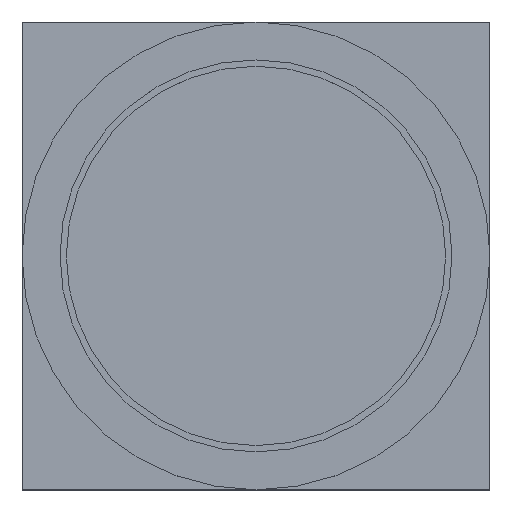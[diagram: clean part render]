
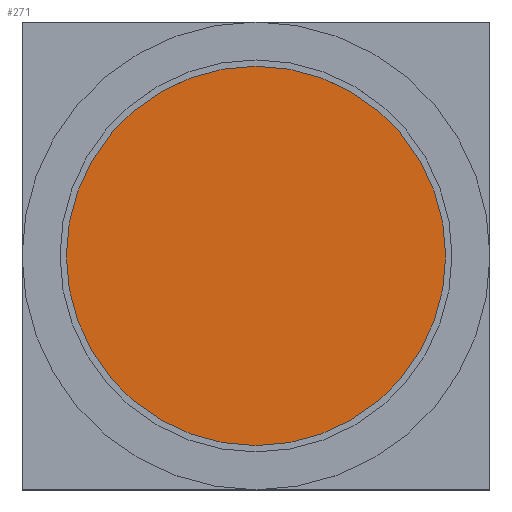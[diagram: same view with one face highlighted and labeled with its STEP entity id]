
A CAD part, top view. The second image highlights one B-rep face of the part: STEP entity #271.
In plain terms, the highlighted planar face has unit normal (0, 0, 1).
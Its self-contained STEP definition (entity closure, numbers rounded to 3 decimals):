
#271=ADVANCED_FACE('',(#450),#451,.T.);
#450=FACE_OUTER_BOUND('',#606,.T.);
#451=PLANE('',#607);
#606=EDGE_LOOP('',(#719,#720));
#607=AXIS2_PLACEMENT_3D('',#721,#722,#723);
#719=ORIENTED_EDGE('',*,*,#970,.T.);
#720=ORIENTED_EDGE('',*,*,#972,.T.);
#721=CARTESIAN_POINT('',(0.,0.0,0.29));
#722=DIRECTION('',(0.0,0.0,1.0));
#723=DIRECTION('',(1.0,0.0,0.0));
#970=EDGE_CURVE('',#1067,#1071,#1073,.T.);
#972=EDGE_CURVE('',#1071,#1067,#1075,.T.);
#1067=VERTEX_POINT('',#1208);
#1071=VERTEX_POINT('',#1213);
#1073=CIRCLE('',#1216,0.6);
#1075=CIRCLE('',#1218,0.6);
#1208=CARTESIAN_POINT('',(0.6,0.0,0.29));
#1213=CARTESIAN_POINT('',(-0.6,0.,0.29));
#1216=AXIS2_PLACEMENT_3D('',#1396,#1397,#1398);
#1218=AXIS2_PLACEMENT_3D('',#1399,#1400,#1401);
#1396=CARTESIAN_POINT('',(0.,0.0,0.29));
#1397=DIRECTION('',(0.0,0.0,1.0));
#1398=DIRECTION('',(1.0,0.0,0.0));
#1399=CARTESIAN_POINT('',(0.,0.0,0.29));
#1400=DIRECTION('',(0.0,0.0,1.0));
#1401=DIRECTION('',(1.0,0.0,0.0));
